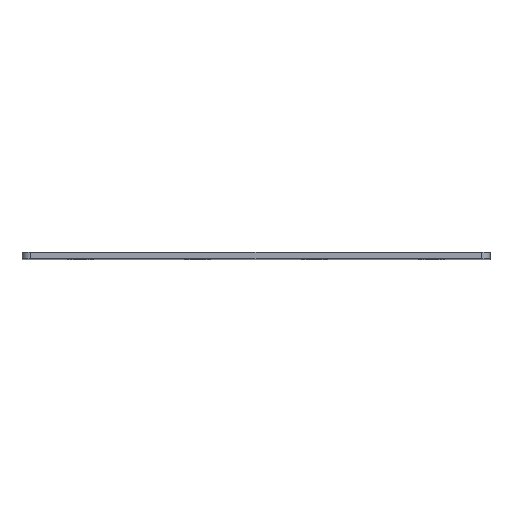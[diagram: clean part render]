
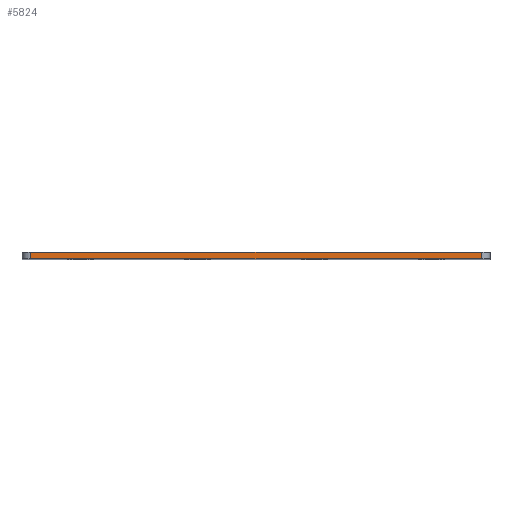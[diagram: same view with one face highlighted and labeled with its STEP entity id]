
A CAD part, top view. The second image highlights one B-rep face of the part: STEP entity #5824.
In plain terms, the highlighted planar face has unit normal (0, 0, 1).
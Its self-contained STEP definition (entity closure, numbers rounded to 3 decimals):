
#354=LINE('',#8005,#932);
#359=LINE('',#8029,#937);
#360=LINE('',#8033,#938);
#361=LINE('',#8034,#939);
#932=VECTOR('',#6771,102.6);
#937=VECTOR('',#6796,1.5);
#938=VECTOR('',#6801,1.5);
#939=VECTOR('',#6802,102.6);
#1487=PLANE('',#6256);
#1852=FACE_OUTER_BOUND('',#2262,.T.);
#2262=EDGE_LOOP('',(#4286,#4287,#4288,#4289));
#2767=VERTEX_POINT('',#8002);
#2768=VERTEX_POINT('',#8004);
#2777=VERTEX_POINT('',#8028);
#2778=VERTEX_POINT('',#8032);
#3361=EDGE_CURVE('',#2768,#2767,#354,.T.);
#3373=EDGE_CURVE('',#2768,#2777,#359,.T.);
#3375=EDGE_CURVE('',#2778,#2767,#360,.T.);
#3376=EDGE_CURVE('',#2778,#2777,#361,.T.);
#4286=ORIENTED_EDGE('',*,*,#3373,.F.);
#4287=ORIENTED_EDGE('',*,*,#3361,.T.);
#4288=ORIENTED_EDGE('',*,*,#3375,.F.);
#4289=ORIENTED_EDGE('',*,*,#3376,.T.);
#5824=ADVANCED_FACE('',(#1852),#1487,.T.);
#6256=AXIS2_PLACEMENT_3D('',#8031,#6799,#6800);
#6771=DIRECTION('',(-1.,0.,0.));
#6796=DIRECTION('',(0.,-1.,0.));
#6799=DIRECTION('center_axis',(0.,0.,1.));
#6800=DIRECTION('ref_axis',(1.,0.,0.));
#6801=DIRECTION('',(0.,1.,0.));
#6802=DIRECTION('',(1.,0.,0.));
#8002=CARTESIAN_POINT('',(-51.3,1.5,53.3));
#8004=CARTESIAN_POINT('',(51.3,1.5,53.3));
#8005=CARTESIAN_POINT('',(-53.3,1.5,53.3));
#8028=CARTESIAN_POINT('',(51.3,0.,53.3));
#8029=CARTESIAN_POINT('',(51.3,0.,53.3));
#8031=CARTESIAN_POINT('Origin',(53.3,0.,53.3));
#8032=CARTESIAN_POINT('',(-51.3,0.,53.3));
#8033=CARTESIAN_POINT('',(-51.3,0.,53.3));
#8034=CARTESIAN_POINT('',(-53.3,0.,53.3));
